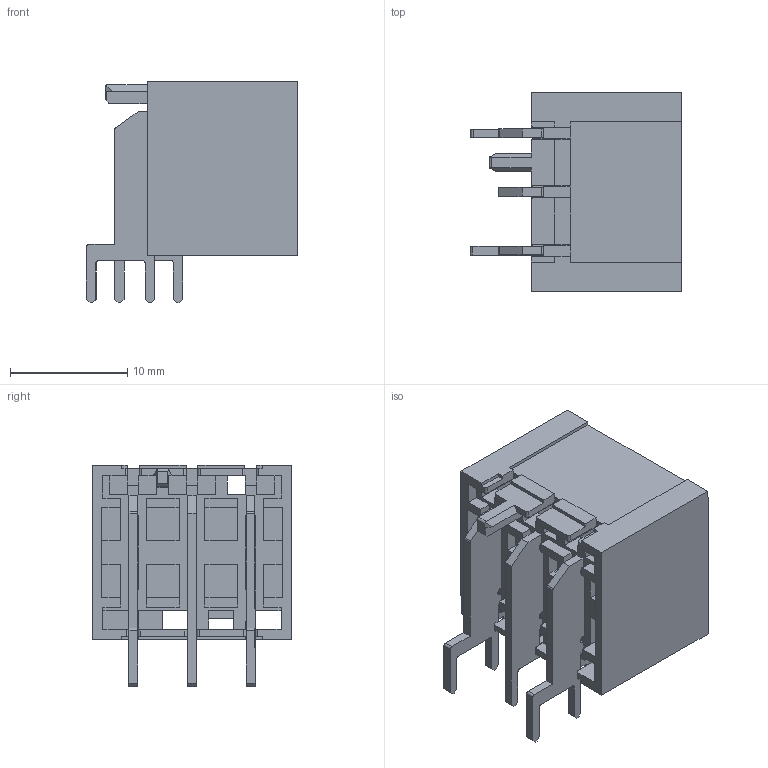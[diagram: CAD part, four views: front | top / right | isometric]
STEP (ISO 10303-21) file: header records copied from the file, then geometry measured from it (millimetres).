
FILE_DESCRIPTION(/* description */ ('Unknown'),/* implementation_level */ '2;1');
FILE_NAME(/* name */ '637101120103',/* time_stamp */ '2023-10-04T15:04:26+02:00',/* author */ ('Unknown'),/* organization */ ('Unknown'),/* preprocessor_version */ 'ST-DEVELOPER v18.102',/* originating_system */ 'Solid Edge',/* authorisation */ 'Unknown');
FILE_SCHEMA (('AUTOMOTIVE_DESIGN {1 0 10303 214 3 1 1}'));
Length unit declared in the file: millimetre
Products named in the file (4): 63710112xxxx; 637101120103; 63710112xxxx_Blade 2; 63710112xxxx_Blade 1
Assembly tree (4 placements, depth 2):
  63710112xxxx
    637101120103
    63710112xxxx_Blade 2  x2
    63710112xxxx_Blade 1
Bounding box: 18 x 17 x 18.9 mm (x, y, z)
Volume: 1247.4 mm3; surface area: 3369.8 mm2
Topology: 4 solids, 4 shells, 410 faces, 1196 edges, 777 vertices
Faces by surface type: plane 375, cylinder 35
Full cylindrical faces by diameter (mm): 2 x3
Entity records: 12080 total; most frequent: ORIENTED_EDGE 2148, CARTESIAN_POINT 2144, DIRECTION 1880, EDGE_CURVE 1074, LINE 1016, VECTOR 1016, VERTEX_POINT 696, AXIS2_PLACEMENT_3D 432
